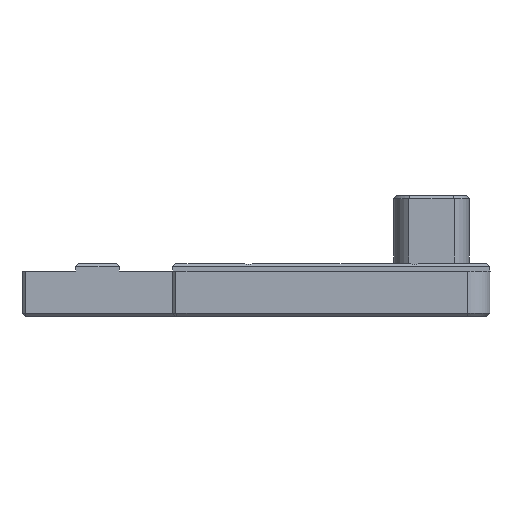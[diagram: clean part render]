
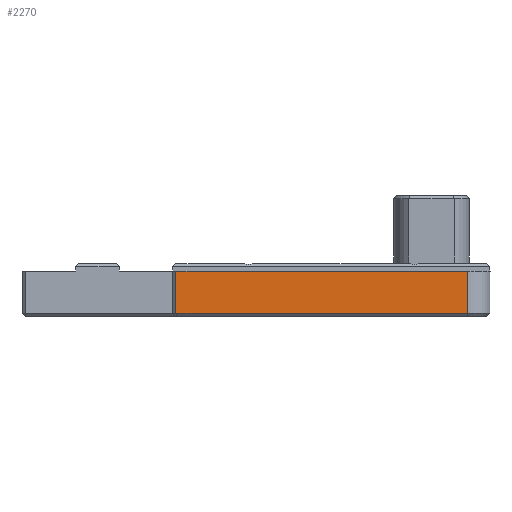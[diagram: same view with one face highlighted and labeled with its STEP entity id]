
A CAD part, left-side view. The second image highlights one B-rep face of the part: STEP entity #2270.
In plain terms, the highlighted planar face has unit normal (-1, 0, 0).
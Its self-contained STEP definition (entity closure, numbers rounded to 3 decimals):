
#264=FACE_OUTER_BOUND('',#409,.T.);
#409=EDGE_LOOP('',(#1945,#1946,#1947,#1948));
#526=LINE('',#3420,#764);
#644=LINE('',#3748,#882);
#646=LINE('',#3752,#884);
#647=LINE('',#3753,#885);
#764=VECTOR('',#2729,10.);
#882=VECTOR('',#3081,10.);
#884=VECTOR('',#3085,10.);
#885=VECTOR('',#3086,10.);
#986=VERTEX_POINT('',#3344);
#1004=VERTEX_POINT('',#3416);
#1097=VERTEX_POINT('',#3747);
#1098=VERTEX_POINT('',#3751);
#1229=EDGE_CURVE('',#1004,#986,#526,.T.);
#1397=EDGE_CURVE('',#986,#1097,#644,.T.);
#1399=EDGE_CURVE('',#1098,#1004,#646,.T.);
#1400=EDGE_CURVE('',#1097,#1098,#647,.T.);
#1945=ORIENTED_EDGE('',*,*,#1229,.F.);
#1946=ORIENTED_EDGE('',*,*,#1399,.F.);
#1947=ORIENTED_EDGE('',*,*,#1400,.F.);
#1948=ORIENTED_EDGE('',*,*,#1397,.F.);
#2149=PLANE('',#2490);
#2270=ADVANCED_FACE('',(#264),#2149,.F.);
#2490=AXIS2_PLACEMENT_3D('',#3750,#3083,#3084);
#2729=DIRECTION('',(0.,1.,0.));
#3081=DIRECTION('',(0.,0.,1.));
#3083=DIRECTION('center_axis',(1.,0.,0.));
#3084=DIRECTION('ref_axis',(0.,-1.,0.));
#3085=DIRECTION('',(0.,0.,-1.));
#3086=DIRECTION('',(0.,-1.,0.));
#3344=CARTESIAN_POINT('',(-76.101,368.329,62.4));
#3416=CARTESIAN_POINT('',(-76.101,329.729,62.4));
#3420=CARTESIAN_POINT('',(-76.101,356.118,62.4));
#3747=CARTESIAN_POINT('',(-76.101,368.329,68.));
#3748=CARTESIAN_POINT('',(-76.101,368.329,68.));
#3750=CARTESIAN_POINT('Origin',(-76.101,368.72,68.));
#3751=CARTESIAN_POINT('',(-76.101,329.729,68.));
#3752=CARTESIAN_POINT('',(-76.101,329.729,68.));
#3753=CARTESIAN_POINT('',(-76.101,356.118,68.));
